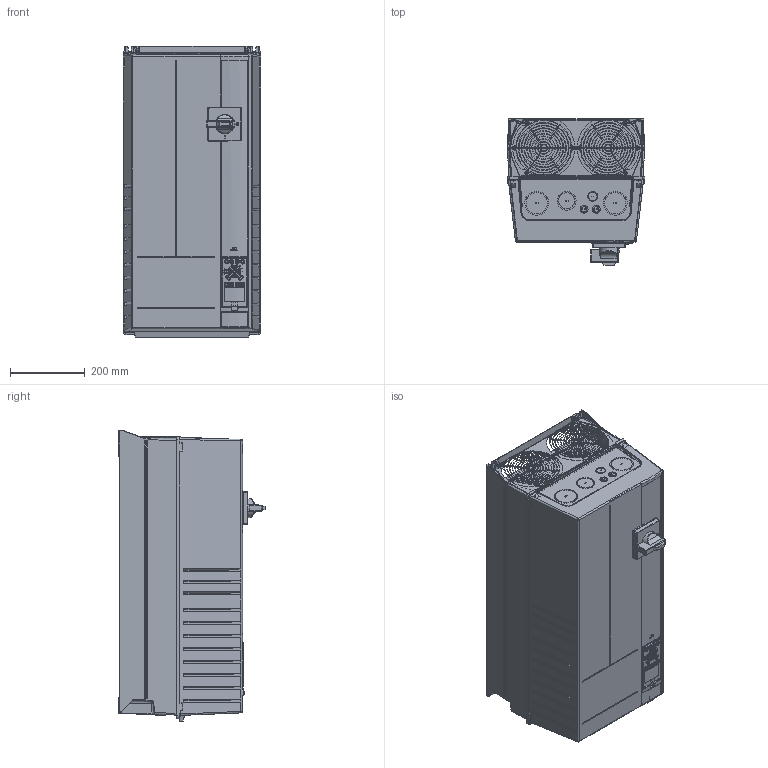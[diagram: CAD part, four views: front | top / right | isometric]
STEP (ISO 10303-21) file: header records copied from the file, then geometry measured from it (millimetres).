
FILE_DESCRIPTION((''),'2;1');
FILE_NAME('DANFOSS-FC300-C2-IP21-SWITCH-18','2019-09-06T',('U322080'),(''),'CREO PARAMETRIC BY PTC INC, 2018070','CREO PARAMETRIC BY PTC INC, 2018070','');
FILE_SCHEMA(('CONFIG_CONTROL_DESIGN'));
Products named in the file (1): DANFOSS-FC300-C2-IP21-SWITCH-18
Bounding box: 369.82 x 392.7 x 780.17 mm (x, y, z)
Volume: 67921375 mm3; surface area: 3484791.4 mm2
Topology: 1 solids, 22 shells, 4778 faces, 12657 edges, 7913 vertices
Faces by surface type: plane 1603, cylinder 1593, bspline 928, torus 375, cone 196, sphere 59, extrusion 24
Entity records: 224591 total; most frequent: CARTESIAN_POINT 87983, ORIENTED_EDGE 25162, DIRECTION 19724, EDGE_CURVE 12581, VERTEX_POINT 7913, AXIS2_PLACEMENT_3D 6980, VECTOR 5764, LINE 5740
